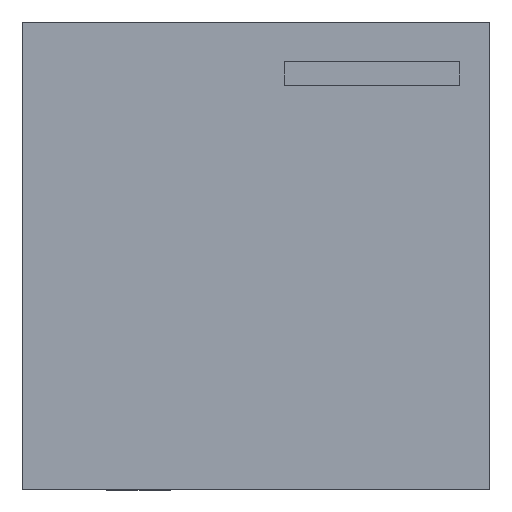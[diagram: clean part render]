
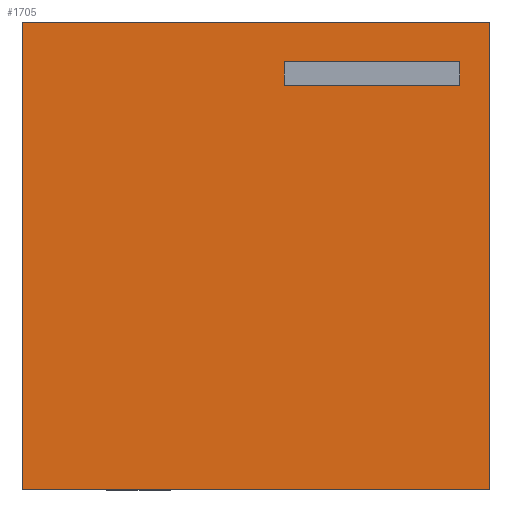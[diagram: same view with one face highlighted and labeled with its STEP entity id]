
A CAD part, front view. The second image highlights one B-rep face of the part: STEP entity #1705.
In plain terms, the highlighted planar face has unit normal (0, -1, 0).
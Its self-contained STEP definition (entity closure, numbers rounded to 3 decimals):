
#9 = VERTEX_POINT ( 'NONE', #2488 ) ;
#104 = AXIS2_PLACEMENT_3D ( 'NONE', #1488, #3977, #2118 ) ;
#163 = EDGE_LOOP ( 'NONE', ( #1913, #1935, #1731, #3809 ) ) ;
#215 = EDGE_CURVE ( 'NONE', #3526, #9, #2283, .T. ) ;
#320 = CARTESIAN_POINT ( 'NONE',  ( 0.87, -0.35, 0.83 ) ) ;
#347 = DIRECTION ( 'NONE',  ( 1., 0., 0. ) ) ;
#650 = VERTEX_POINT ( 'NONE', #1395 ) ;
#668 = DIRECTION ( 'NONE',  ( -1., 0., 0. ) ) ;
#676 = VECTOR ( 'NONE', #1267, 1000. ) ;
#694 = DIRECTION ( 'NONE',  ( 0., 0., -1. ) ) ;
#699 = VECTOR ( 'NONE', #3555, 1000. ) ;
#764 = VERTEX_POINT ( 'NONE', #2003 ) ;
#859 = VERTEX_POINT ( 'NONE', #320 ) ;
#937 = PLANE ( 'NONE',  #104 ) ;
#1165 = FACE_BOUND ( 'NONE', #1556, .T. ) ;
#1248 = VERTEX_POINT ( 'NONE', #1263 ) ;
#1263 = CARTESIAN_POINT ( 'NONE',  ( -1., -0.35, 1. ) ) ;
#1267 = DIRECTION ( 'NONE',  ( -1., 0., 0. ) ) ;
#1357 = CARTESIAN_POINT ( 'NONE',  ( 0.12, -0.35, 0.73 ) ) ;
#1363 = LINE ( 'NONE', #2516, #3442 ) ;
#1395 = CARTESIAN_POINT ( 'NONE',  ( 0.12, -0.35, 0.73 ) ) ;
#1474 = DIRECTION ( 'NONE',  ( 0., 0., 1. ) ) ;
#1488 = CARTESIAN_POINT ( 'NONE',  ( 0., -0.35, 0. ) ) ;
#1518 = VECTOR ( 'NONE', #2260, 1000. ) ;
#1556 = EDGE_LOOP ( 'NONE', ( #3687, #3104, #3283, #1725 ) ) ;
#1705 = ADVANCED_FACE ( 'NONE', ( #1165, #3548 ), #937, .T. ) ;
#1725 = ORIENTED_EDGE ( 'NONE', *, *, #3314, .F. ) ;
#1730 = VECTOR ( 'NONE', #347, 1000. ) ;
#1731 = ORIENTED_EDGE ( 'NONE', *, *, #3291, .F. ) ;
#1761 = EDGE_CURVE ( 'NONE', #859, #2952, #1791, .T. ) ;
#1788 = EDGE_CURVE ( 'NONE', #9, #3088, #1363, .T. ) ;
#1791 = LINE ( 'NONE', #3135, #676 ) ;
#1801 = CARTESIAN_POINT ( 'NONE',  ( 0.87, -0.35, 0.83 ) ) ;
#1913 = ORIENTED_EDGE ( 'NONE', *, *, #215, .F. ) ;
#1935 = ORIENTED_EDGE ( 'NONE', *, *, #2412, .F. ) ;
#1962 = LINE ( 'NONE', #1357, #1518 ) ;
#2003 = CARTESIAN_POINT ( 'NONE',  ( 0.87, -0.35, 0.73 ) ) ;
#2041 = VECTOR ( 'NONE', #1474, 1000. ) ;
#2118 = DIRECTION ( 'NONE',  ( 0., 0., -1. ) ) ;
#2187 = CARTESIAN_POINT ( 'NONE',  ( -1., -0.35, 1. ) ) ;
#2247 = LINE ( 'NONE', #2855, #699 ) ;
#2256 = VECTOR ( 'NONE', #3569, 1000. ) ;
#2260 = DIRECTION ( 'NONE',  ( 1., 0., 0. ) ) ;
#2283 = LINE ( 'NONE', #2826, #3398 ) ;
#2412 = EDGE_CURVE ( 'NONE', #1248, #3526, #3180, .T. ) ;
#2488 = CARTESIAN_POINT ( 'NONE',  ( 1., -0.35, -1. ) ) ;
#2516 = CARTESIAN_POINT ( 'NONE',  ( -1., -0.35, -1. ) ) ;
#2611 = EDGE_CURVE ( 'NONE', #2952, #650, #3225, .T. ) ;
#2784 = CARTESIAN_POINT ( 'NONE',  ( -1., -0.35, -1. ) ) ;
#2826 = CARTESIAN_POINT ( 'NONE',  ( 1., -0.35, 1. ) ) ;
#2855 = CARTESIAN_POINT ( 'NONE',  ( -1., -0.35, 1. ) ) ;
#2952 = VERTEX_POINT ( 'NONE', #3447 ) ;
#2987 = CARTESIAN_POINT ( 'NONE',  ( 0.12, -0.35, 0.83 ) ) ;
#3088 = VERTEX_POINT ( 'NONE', #2784 ) ;
#3104 = ORIENTED_EDGE ( 'NONE', *, *, #1761, .F. ) ;
#3135 = CARTESIAN_POINT ( 'NONE',  ( 0.12, -0.35, 0.83 ) ) ;
#3180 = LINE ( 'NONE', #2187, #1730 ) ;
#3225 = LINE ( 'NONE', #2987, #2256 ) ;
#3283 = ORIENTED_EDGE ( 'NONE', *, *, #3699, .F. ) ;
#3291 = EDGE_CURVE ( 'NONE', #3088, #1248, #2247, .T. ) ;
#3314 = EDGE_CURVE ( 'NONE', #650, #764, #1962, .T. ) ;
#3398 = VECTOR ( 'NONE', #694, 1000. ) ;
#3442 = VECTOR ( 'NONE', #668, 1000. ) ;
#3447 = CARTESIAN_POINT ( 'NONE',  ( 0.12, -0.35, 0.83 ) ) ;
#3526 = VERTEX_POINT ( 'NONE', #3613 ) ;
#3548 = FACE_OUTER_BOUND ( 'NONE', #163, .T. ) ;
#3555 = DIRECTION ( 'NONE',  ( 0., 0., 1. ) ) ;
#3569 = DIRECTION ( 'NONE',  ( 0., 0., -1. ) ) ;
#3613 = CARTESIAN_POINT ( 'NONE',  ( 1., -0.35, 1. ) ) ;
#3687 = ORIENTED_EDGE ( 'NONE', *, *, #2611, .F. ) ;
#3699 = EDGE_CURVE ( 'NONE', #764, #859, #3851, .T. ) ;
#3809 = ORIENTED_EDGE ( 'NONE', *, *, #1788, .F. ) ;
#3851 = LINE ( 'NONE', #1801, #2041 ) ;
#3977 = DIRECTION ( 'NONE',  ( 0., -1., 0. ) ) ;
